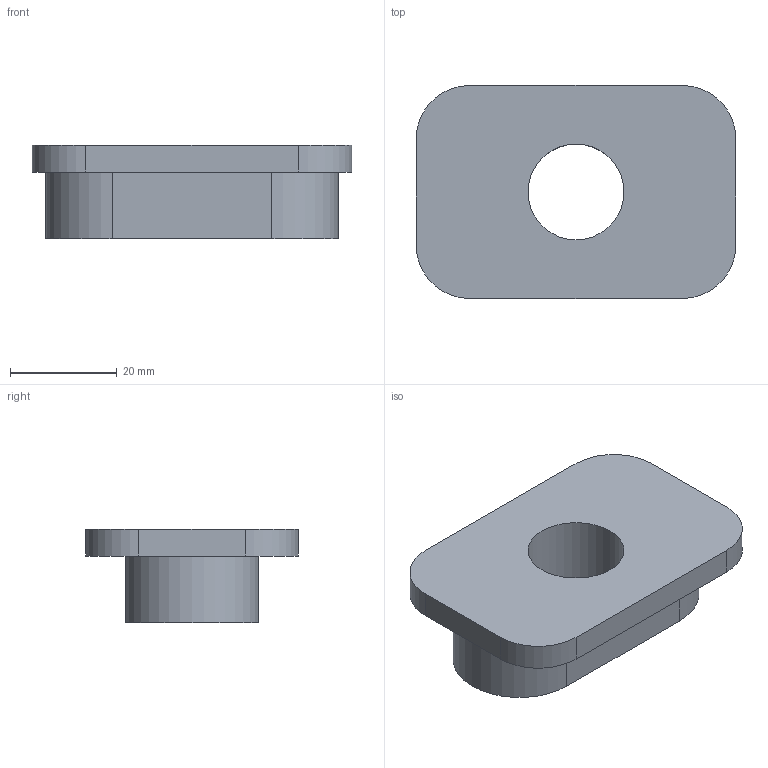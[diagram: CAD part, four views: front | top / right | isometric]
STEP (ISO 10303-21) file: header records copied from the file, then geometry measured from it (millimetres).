
FILE_DESCRIPTION(/* description */ ('Kulissenstein'),/* implementation_level */ '2;1');
FILE_NAME(/* name */ '595-17 Rev1 Kulissenstein.stp',/* time_stamp */ '2022-01-25T09:40:32+01:00',/* author */ ('kraemer'),/* organization */ (''),/* preprocessor_version */ 'ST-DEVELOPER v18.1',/* originating_system */ 'Autodesk Inventor 2020',/* authorisation */ '');
FILE_SCHEMA (('CONFIG_CONTROL_DESIGN'));
Length unit declared in the file: millimetre
Products named in the file (1): 595-17 
Bounding box: 60 x 40 x 17.5 mm (x, y, z)
Volume: 22628.5 mm3; surface area: 7754.9 mm2
Topology: 1 solids, 1 shells, 16 faces, 39 edges, 26 vertices
Faces by surface type: plane 9, cylinder 7
Full cylindrical faces by diameter (mm): 18 x1
Entity records: 522 total; most frequent: DIRECTION 87, CARTESIAN_POINT 82, ORIENTED_EDGE 78, EDGE_CURVE 39, AXIS2_PLACEMENT_3D 31, VERTEX_POINT 26, LINE 25, VECTOR 25
